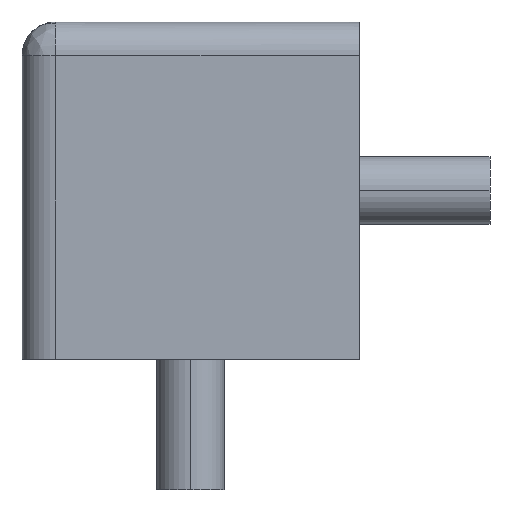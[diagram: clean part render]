
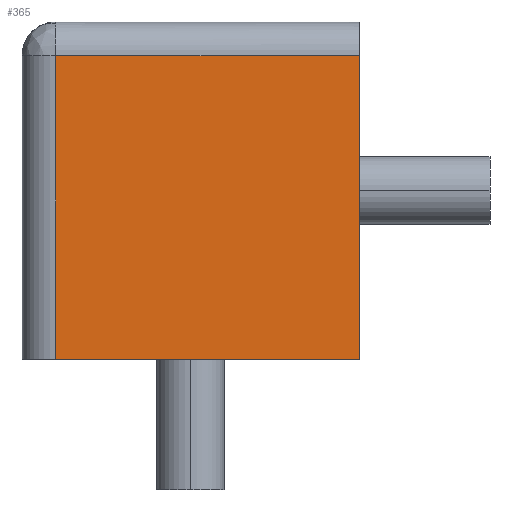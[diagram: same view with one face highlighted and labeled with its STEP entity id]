
A CAD part, front view. The second image highlights one B-rep face of the part: STEP entity #365.
In plain terms, the highlighted planar face has unit normal (0, -1, 0).
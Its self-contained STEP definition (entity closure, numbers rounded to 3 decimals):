
#52 = LINE ( 'NONE', #1144, #2052 ) ;
#159 = DIRECTION ( 'NONE',  ( 0., 1., 0. ) ) ;
#261 = EDGE_CURVE ( 'NONE', #2929, #476, #2985, .T. ) ;
#365 = ADVANCED_FACE ( 'NONE', ( #2799 ), #871, .F. ) ;
#456 = VECTOR ( 'NONE', #1897, 1000. ) ;
#476 = VERTEX_POINT ( 'NONE', #3222 ) ;
#492 = CARTESIAN_POINT ( 'NONE',  ( 20., -20., 36. ) ) ;
#538 = AXIS2_PLACEMENT_3D ( 'NONE', #2400, #159, #3153 ) ;
#572 = CARTESIAN_POINT ( 'NONE',  ( 0., -20., 0. ) ) ;
#688 = LINE ( 'NONE', #1893, #1298 ) ;
#871 = PLANE ( 'NONE',  #538 ) ;
#905 = VERTEX_POINT ( 'NONE', #1908 ) ;
#1059 = CARTESIAN_POINT ( 'NONE',  ( -16., -20., 20. ) ) ;
#1144 = CARTESIAN_POINT ( 'NONE',  ( 0., -20., 36. ) ) ;
#1151 = DIRECTION ( 'NONE',  ( 0., 0., -1. ) ) ;
#1262 = CARTESIAN_POINT ( 'NONE',  ( -16., -20., 0. ) ) ;
#1298 = VECTOR ( 'NONE', #1151, 1000. ) ;
#1623 = LINE ( 'NONE', #572, #2976 ) ;
#1768 = ORIENTED_EDGE ( 'NONE', *, *, #2989, .F. ) ;
#1871 = DIRECTION ( 'NONE',  ( 1., 0., 0. ) ) ;
#1880 = EDGE_LOOP ( 'NONE', ( #1768, #2005, #2581, #2868 ) ) ;
#1893 = CARTESIAN_POINT ( 'NONE',  ( 20., -20., 20. ) ) ;
#1897 = DIRECTION ( 'NONE',  ( 0., 0., 1. ) ) ;
#1908 = CARTESIAN_POINT ( 'NONE',  ( 20., -20., 0. ) ) ;
#2005 = ORIENTED_EDGE ( 'NONE', *, *, #3052, .F. ) ;
#2052 = VECTOR ( 'NONE', #1871, 1000. ) ;
#2400 = CARTESIAN_POINT ( 'NONE',  ( 0., -20., 20. ) ) ;
#2581 = ORIENTED_EDGE ( 'NONE', *, *, #2874, .F. ) ;
#2799 = FACE_OUTER_BOUND ( 'NONE', #1880, .T. ) ;
#2868 = ORIENTED_EDGE ( 'NONE', *, *, #261, .F. ) ;
#2872 = DIRECTION ( 'NONE',  ( -1., 0., 0. ) ) ;
#2874 = EDGE_CURVE ( 'NONE', #476, #2932, #52, .T. ) ;
#2929 = VERTEX_POINT ( 'NONE', #1262 ) ;
#2932 = VERTEX_POINT ( 'NONE', #492 ) ;
#2976 = VECTOR ( 'NONE', #2872, 1000. ) ;
#2985 = LINE ( 'NONE', #1059, #456 ) ;
#2989 = EDGE_CURVE ( 'NONE', #905, #2929, #1623, .T. ) ;
#3052 = EDGE_CURVE ( 'NONE', #2932, #905, #688, .T. ) ;
#3153 = DIRECTION ( 'NONE',  ( 0., 0., 1. ) ) ;
#3222 = CARTESIAN_POINT ( 'NONE',  ( -16., -20., 36. ) ) ;
